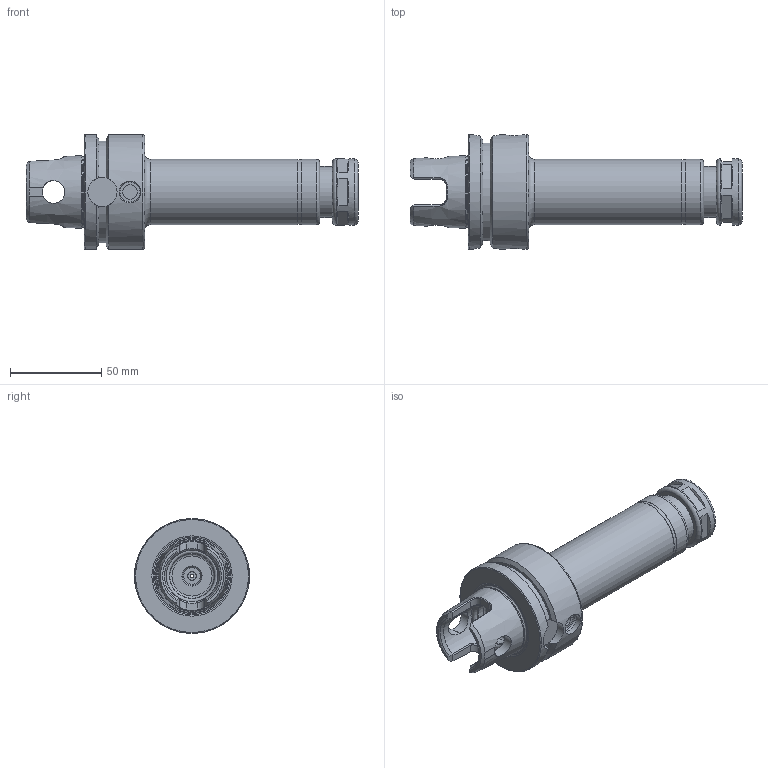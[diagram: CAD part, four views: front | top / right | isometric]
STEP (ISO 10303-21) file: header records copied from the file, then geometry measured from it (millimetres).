
FILE_DESCRIPTION((''),'2;1');
FILE_NAME('126010216150-3D.stp','2020-07-23T13:30:33',('nttooll'),(''),'Autodesk Inventor 2012','Autodesk Inventor 2012','');
FILE_SCHEMA(('AUTOMOTIVE_DESIGN { 1 0 10303 214 1 1 1 1 }'));
Length unit declared in the file: millimetre
Products named in the file (1): 126010216150-3D
Bounding box: 182 x 63 x 63 mm (x, y, z)
Volume: 197764.1 mm3; surface area: 42056.1 mm2
Topology: 1 solids, 1 shells, 166 faces, 370 edges, 232 vertices
Faces by surface type: plane 65, cylinder 46, cone 26, bspline 20, torus 9
Full cylindrical faces by diameter (mm): 2 x1, 4.5 x1, 5 x1, 8 x2, 9.2 x1, 10 x1, 11 x2, 12 x2, 12.5 x2, 12.8 x1, 13.319 x1, 15.8 x1, 15.9 x1, 16 x2, 16.3 x1, 17 x2, 17.5 x1, 20 x1, 22.1 x1, 24.4 x1, 24.5 x1, 28 x2, 28.2 x1, 30 x1, 35.6 x1, 36 x2, 36.3 x1, 39.4 x1, 63 x2
Entity records: 4866 total; most frequent: CARTESIAN_POINT 1705, DIRECTION 586, ORIENTED_EDGE 580, EDGE_CURVE 290, AXIS2_PLACEMENT_3D 269, EDGE_LOOP 264, VERTEX_POINT 218, FACE_OUTER_BOUND 166
